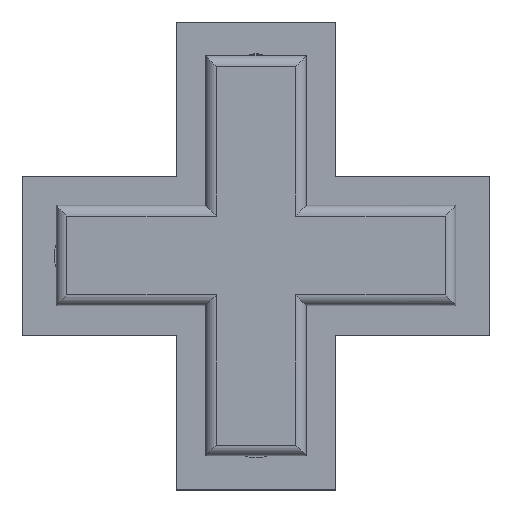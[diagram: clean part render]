
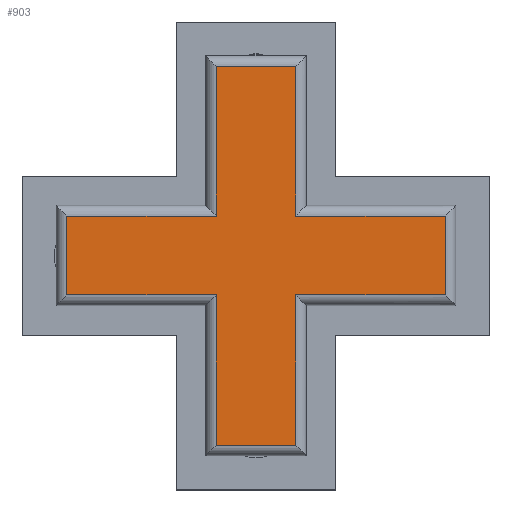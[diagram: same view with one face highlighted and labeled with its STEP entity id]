
A CAD part, top view. The second image highlights one B-rep face of the part: STEP entity #903.
In plain terms, the highlighted planar face has unit normal (0, 0, 1).
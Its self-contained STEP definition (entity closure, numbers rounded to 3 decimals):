
#100=FACE_OUTER_BOUND('',#157,.T.);
#157=EDGE_LOOP('',(#726,#727,#728,#729,#730,#731,#732,#733,#734,#735,#736,
#737));
#209=LINE('',#1365,#309);
#211=LINE('',#1373,#311);
#213=LINE('',#1380,#313);
#215=LINE('',#1388,#315);
#217=LINE('',#1395,#317);
#220=LINE('',#1405,#320);
#221=LINE('',#1408,#321);
#224=LINE('',#1414,#324);
#226=LINE('',#1420,#326);
#228=LINE('',#1426,#328);
#229=LINE('',#1429,#329);
#232=LINE('',#1433,#332);
#309=VECTOR('',#1101,10.);
#311=VECTOR('',#1109,10.);
#313=VECTOR('',#1115,10.);
#315=VECTOR('',#1123,10.);
#317=VECTOR('',#1129,10.);
#320=VECTOR('',#1138,10.);
#321=VECTOR('',#1143,10.);
#324=VECTOR('',#1148,10.);
#326=VECTOR('',#1154,10.);
#328=VECTOR('',#1160,10.);
#329=VECTOR('',#1165,10.);
#332=VECTOR('',#1170,10.);
#405=VERTEX_POINT('',#1363);
#406=VERTEX_POINT('',#1364);
#409=VERTEX_POINT('',#1372);
#411=VERTEX_POINT('',#1378);
#412=VERTEX_POINT('',#1379);
#415=VERTEX_POINT('',#1387);
#417=VERTEX_POINT('',#1393);
#418=VERTEX_POINT('',#1394);
#422=VERTEX_POINT('',#1404);
#424=VERTEX_POINT('',#1413);
#426=VERTEX_POINT('',#1419);
#428=VERTEX_POINT('',#1425);
#497=EDGE_CURVE('',#405,#406,#209,.T.);
#501=EDGE_CURVE('',#406,#409,#211,.T.);
#504=EDGE_CURVE('',#411,#412,#213,.T.);
#508=EDGE_CURVE('',#412,#415,#215,.T.);
#511=EDGE_CURVE('',#417,#418,#217,.T.);
#516=EDGE_CURVE('',#418,#422,#220,.T.);
#518=EDGE_CURVE('',#415,#417,#221,.T.);
#521=EDGE_CURVE('',#422,#424,#224,.T.);
#524=EDGE_CURVE('',#424,#426,#226,.T.);
#527=EDGE_CURVE('',#426,#428,#228,.T.);
#529=EDGE_CURVE('',#409,#411,#229,.T.);
#532=EDGE_CURVE('',#428,#405,#232,.T.);
#726=ORIENTED_EDGE('',*,*,#511,.F.);
#727=ORIENTED_EDGE('',*,*,#518,.F.);
#728=ORIENTED_EDGE('',*,*,#508,.F.);
#729=ORIENTED_EDGE('',*,*,#504,.F.);
#730=ORIENTED_EDGE('',*,*,#529,.F.);
#731=ORIENTED_EDGE('',*,*,#501,.F.);
#732=ORIENTED_EDGE('',*,*,#497,.F.);
#733=ORIENTED_EDGE('',*,*,#532,.F.);
#734=ORIENTED_EDGE('',*,*,#527,.F.);
#735=ORIENTED_EDGE('',*,*,#524,.F.);
#736=ORIENTED_EDGE('',*,*,#521,.F.);
#737=ORIENTED_EDGE('',*,*,#516,.F.);
#853=PLANE('',#990);
#903=ADVANCED_FACE('',(#100),#853,.T.);
#990=AXIS2_PLACEMENT_3D('',#1468,#1200,#1201);
#1101=DIRECTION('',(0.,1.,0.));
#1109=DIRECTION('',(1.,0.,0.));
#1115=DIRECTION('',(1.,0.,0.));
#1123=DIRECTION('',(0.,-1.,0.));
#1129=DIRECTION('',(0.,-1.,0.));
#1138=DIRECTION('',(-1.,0.,0.));
#1143=DIRECTION('',(-1.,0.,0.));
#1148=DIRECTION('',(0.,1.,0.));
#1154=DIRECTION('',(-1.,0.,0.));
#1160=DIRECTION('',(0.,1.,0.));
#1165=DIRECTION('',(0.,-1.,0.));
#1170=DIRECTION('',(1.,0.,0.));
#1200=DIRECTION('center_axis',(0.,0.,1.));
#1201=DIRECTION('ref_axis',(1.,0.,0.));
#1363=CARTESIAN_POINT('',(-26.373,40.526,9.01));
#1364=CARTESIAN_POINT('',(-26.373,47.558,9.01));
#1365=CARTESIAN_POINT('',(-26.373,43.508,9.01));
#1372=CARTESIAN_POINT('',(-22.638,47.558,9.01));
#1373=CARTESIAN_POINT('',(-23.171,47.558,9.01));
#1378=CARTESIAN_POINT('',(-22.638,40.526,9.01));
#1379=CARTESIAN_POINT('',(-15.605,40.526,9.01));
#1380=CARTESIAN_POINT('',(-19.655,40.526,9.01));
#1387=CARTESIAN_POINT('',(-15.605,36.821,9.01));
#1388=CARTESIAN_POINT('',(-15.605,37.324,9.01));
#1393=CARTESIAN_POINT('',(-22.638,36.821,9.01));
#1394=CARTESIAN_POINT('',(-22.638,29.758,9.01));
#1395=CARTESIAN_POINT('',(-22.638,33.808,9.01));
#1404=CARTESIAN_POINT('',(-26.373,29.758,9.01));
#1405=CARTESIAN_POINT('',(-25.839,29.758,9.01));
#1408=CARTESIAN_POINT('',(-23.171,36.821,9.01));
#1413=CARTESIAN_POINT('',(-26.373,36.821,9.01));
#1414=CARTESIAN_POINT('',(-26.373,37.324,9.01));
#1419=CARTESIAN_POINT('',(-33.405,36.821,9.01));
#1420=CARTESIAN_POINT('',(-29.355,36.821,9.01));
#1425=CARTESIAN_POINT('',(-33.405,40.526,9.01));
#1426=CARTESIAN_POINT('',(-33.405,39.992,9.01));
#1429=CARTESIAN_POINT('',(-22.638,39.992,9.01));
#1433=CARTESIAN_POINT('',(-25.839,40.526,9.01));
#1468=CARTESIAN_POINT('Origin',(-24.505,38.658,9.01));
